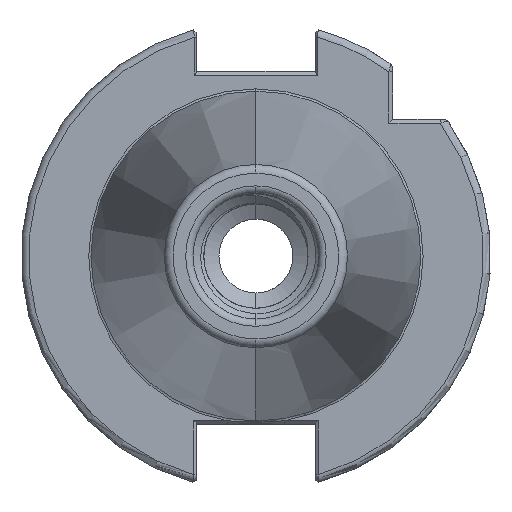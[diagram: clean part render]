
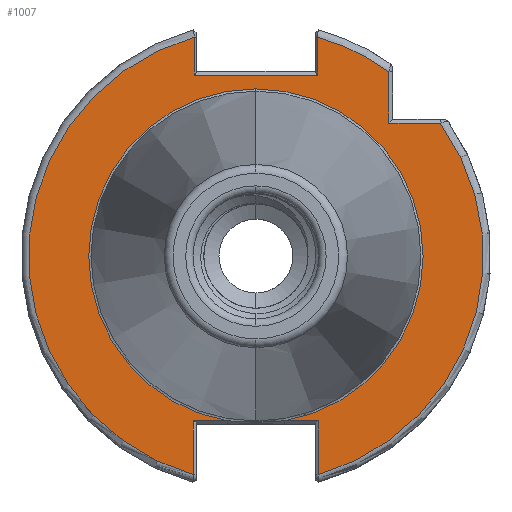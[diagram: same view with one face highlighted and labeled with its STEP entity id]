
A CAD part, left-side view. The second image highlights one B-rep face of the part: STEP entity #1007.
In plain terms, the highlighted planar face has unit normal (-1, 0, 0).
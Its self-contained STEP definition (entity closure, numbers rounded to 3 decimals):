
#155 = CARTESIAN_POINT ( 'NONE',  ( 0., 0., 0. ) ) ;
#166 = DIRECTION ( 'NONE',  ( 0., 0., -1. ) ) ;
#195 = DIRECTION ( 'NONE',  ( 1., 0., 0. ) ) ;
#813 = VERTEX_POINT ( 'NONE', #8706 ) ;
#842 = VERTEX_POINT ( 'NONE', #8713 ) ;
#1007 = ADVANCED_FACE ( 'NONE', ( #13932 ), #4246, .F. ) ;
#3201 = EDGE_LOOP ( 'NONE', ( #19772, #8421, #19770, #19779, #19783, #19767, #8462, #19766, #19821, #19820, #8452, #19791, #19794, #19786 ) ) ;
#4246 = PLANE ( 'NONE',  #13242 ) ;
#4275 = CARTESIAN_POINT ( 'NONE',  ( 0., 22.692, 0. ) ) ;
#4277 = DIRECTION ( 'NONE',  ( 1., 0., 0. ) ) ;
#4279 = DIRECTION ( 'NONE',  ( 0., 0., -1. ) ) ;
#4495 = VERTEX_POINT ( 'NONE', #4932 ) ;
#4496 = VERTEX_POINT ( 'NONE', #4885 ) ;
#4501 = VERTEX_POINT ( 'NONE', #4942 ) ;
#4502 = VERTEX_POINT ( 'NONE', #4939 ) ;
#4509 = VERTEX_POINT ( 'NONE', #4912 ) ;
#4520 = VERTEX_POINT ( 'NONE', #4940 ) ;
#4523 = VERTEX_POINT ( 'NONE', #4955 ) ;
#4543 = VERTEX_POINT ( 'NONE', #4950 ) ;
#4599 = VERTEX_POINT ( 'NONE', #5014 ) ;
#4604 = VERTEX_POINT ( 'NONE', #5035 ) ;
#4605 = VERTEX_POINT ( 'NONE', #5050 ) ;
#4608 = VERTEX_POINT ( 'NONE', #5034 ) ;
#4885 = CARTESIAN_POINT ( 'NONE',  ( 0., -18., 18. ) ) ;
#4912 = CARTESIAN_POINT ( 'NONE',  ( 0., 8.335, 24.5 ) ) ;
#4932 = CARTESIAN_POINT ( 'NONE',  ( 0., -18., 24.962 ) ) ;
#4939 = CARTESIAN_POINT ( 'NONE',  ( 0., 8.451, -22.3 ) ) ;
#4940 = CARTESIAN_POINT ( 'NONE',  ( 0., -24.962, 18. ) ) ;
#4942 = CARTESIAN_POINT ( 'NONE',  ( 0., 3.833, -22.3 ) ) ;
#4950 = CARTESIAN_POINT ( 'NONE',  ( 0., -8.335, 24.5 ) ) ;
#4955 = CARTESIAN_POINT ( 'NONE',  ( 0., 8.451, -29.592 ) ) ;
#5014 = CARTESIAN_POINT ( 'NONE',  ( 0., -8.451, -29.592 ) ) ;
#5034 = CARTESIAN_POINT ( 'NONE',  ( 0., 8.335, 29.625 ) ) ;
#5035 = CARTESIAN_POINT ( 'NONE',  ( 0., -8.451, -22.3 ) ) ;
#5050 = CARTESIAN_POINT ( 'NONE',  ( 0., -8.335, 29.625 ) ) ;
#7722 = CARTESIAN_POINT ( 'NONE',  ( 0., 0., 0. ) ) ;
#7735 = DIRECTION ( 'NONE',  ( -1., 0., 0. ) ) ;
#7737 = DIRECTION ( 'NONE',  ( 0., 0., -1. ) ) ;
#7837 = CARTESIAN_POINT ( 'NONE',  ( 0., 22.692, -22.3 ) ) ;
#7864 = DIRECTION ( 'NONE',  ( 0., -1., 0. ) ) ;
#7996 = DIRECTION ( 'NONE',  ( 0., 0., -1. ) ) ;
#8001 = CARTESIAN_POINT ( 'NONE',  ( 0., -8.335, 25. ) ) ;
#8421 = ORIENTED_EDGE ( 'NONE', *, *, #13469, .T. ) ;
#8452 = ORIENTED_EDGE ( 'NONE', *, *, #20568, .T. ) ;
#8462 = ORIENTED_EDGE ( 'NONE', *, *, #13493, .T. ) ;
#8706 = CARTESIAN_POINT ( 'NONE',  ( 0., 0., 22.627 ) ) ;
#8713 = CARTESIAN_POINT ( 'NONE',  ( 0., -3.833, -22.3 ) ) ;
#9432 = AXIS2_PLACEMENT_3D ( 'NONE', #7722, #7735, #7737 ) ;
#9439 = AXIS2_PLACEMENT_3D ( 'NONE', #12434, #12438, #12389 ) ;
#9449 = AXIS2_PLACEMENT_3D ( 'NONE', #12140, #12156, #12143 ) ;
#9457 = AXIS2_PLACEMENT_3D ( 'NONE', #12351, #12347, #12379 ) ;
#9529 = AXIS2_PLACEMENT_3D ( 'NONE', #155, #195, #166 ) ;
#12108 = CARTESIAN_POINT ( 'NONE',  ( 0., -8.451, 0. ) ) ;
#12127 = DIRECTION ( 'NONE',  ( 0., 0., -1. ) ) ;
#12140 = CARTESIAN_POINT ( 'NONE',  ( 0., 0., 0. ) ) ;
#12143 = DIRECTION ( 'NONE',  ( 0., 0., -1. ) ) ;
#12149 = DIRECTION ( 'NONE',  ( 0., -1., 0. ) ) ;
#12156 = DIRECTION ( 'NONE',  ( 1., 0., 0. ) ) ;
#12164 = CARTESIAN_POINT ( 'NONE',  ( 0., 22.692, -22.3 ) ) ;
#12250 = DIRECTION ( 'NONE',  ( 0., 1., 0. ) ) ;
#12262 = DIRECTION ( 'NONE',  ( 0., 0., 1. ) ) ;
#12273 = CARTESIAN_POINT ( 'NONE',  ( 0., -18.5, 18. ) ) ;
#12274 = CARTESIAN_POINT ( 'NONE',  ( 0., 8.451, 0. ) ) ;
#12295 = DIRECTION ( 'NONE',  ( 0., 0., 1. ) ) ;
#12322 = CARTESIAN_POINT ( 'NONE',  ( 0., -18., 24.594 ) ) ;
#12347 = DIRECTION ( 'NONE',  ( -1., 0., 0. ) ) ;
#12350 = DIRECTION ( 'NONE',  ( 0., 0., 1. ) ) ;
#12351 = CARTESIAN_POINT ( 'NONE',  ( 0., 0., 0. ) ) ;
#12359 = CARTESIAN_POINT ( 'NONE',  ( 0., 8.335, 29.704 ) ) ;
#12379 = DIRECTION ( 'NONE',  ( 0., 0., -1. ) ) ;
#12389 = DIRECTION ( 'NONE',  ( 0., 0., -1. ) ) ;
#12397 = CARTESIAN_POINT ( 'NONE',  ( 0., 8.05, 24.5 ) ) ;
#12431 = DIRECTION ( 'NONE',  ( 0., 1., 0. ) ) ;
#12434 = CARTESIAN_POINT ( 'NONE',  ( 0., 0., 0. ) ) ;
#12438 = DIRECTION ( 'NONE',  ( -1., 0., 0. ) ) ;
#13242 = AXIS2_PLACEMENT_3D ( 'NONE', #4275, #4277, #4279 ) ;
#13388 = EDGE_CURVE ( 'NONE', #4599, #4520, #14268, .T. ) ;
#13406 = EDGE_CURVE ( 'NONE', #842, #4604, #14283, .T. ) ;
#13426 = EDGE_CURVE ( 'NONE', #4605, #4543, #13752, .T. ) ;
#13442 = EDGE_CURVE ( 'NONE', #4604, #4599, #13734, .T. ) ;
#13449 = EDGE_CURVE ( 'NONE', #4501, #813, #13772, .T. ) ;
#13452 = EDGE_CURVE ( 'NONE', #4502, #4501, #13756, .T. ) ;
#13458 = EDGE_CURVE ( 'NONE', #4520, #4496, #13745, .T. ) ;
#13466 = EDGE_CURVE ( 'NONE', #4523, #4502, #13754, .T. ) ;
#13469 = EDGE_CURVE ( 'NONE', #4496, #4495, #13785, .T. ) ;
#13479 = EDGE_CURVE ( 'NONE', #4495, #4605, #13786, .T. ) ;
#13485 = EDGE_CURVE ( 'NONE', #4509, #4608, #13780, .T. ) ;
#13492 = EDGE_CURVE ( 'NONE', #4543, #4509, #14257, .T. ) ;
#13493 = EDGE_CURVE ( 'NONE', #4608, #4523, #13750, .T. ) ;
#13734 = LINE ( 'NONE', #12108, #13755 ) ;
#13745 = LINE ( 'NONE', #12273, #13753 ) ;
#13748 = VECTOR ( 'NONE', #7996, 1000. ) ;
#13750 = CIRCLE ( 'NONE', #9439, 30.775 ) ;
#13752 = LINE ( 'NONE', #8001, #13748 ) ;
#13753 = VECTOR ( 'NONE', #12250, 1000. ) ;
#13754 = LINE ( 'NONE', #12274, #13757 ) ;
#13755 = VECTOR ( 'NONE', #12127, 1000. ) ;
#13756 = LINE ( 'NONE', #12164, #13760 ) ;
#13757 = VECTOR ( 'NONE', #12262, 1000. ) ;
#13760 = VECTOR ( 'NONE', #12149, 1000. ) ;
#13772 = CIRCLE ( 'NONE', #9449, 22.627 ) ;
#13774 = VECTOR ( 'NONE', #12295, 1000. ) ;
#13780 = LINE ( 'NONE', #12359, #14096 ) ;
#13785 = LINE ( 'NONE', #12322, #13774 ) ;
#13786 = CIRCLE ( 'NONE', #9457, 30.775 ) ;
#13932 = FACE_OUTER_BOUND ( 'NONE', #3201, .T. ) ;
#14096 = VECTOR ( 'NONE', #12350, 1000. ) ;
#14220 = VECTOR ( 'NONE', #12431, 1000. ) ;
#14257 = LINE ( 'NONE', #12397, #14220 ) ;
#14268 = CIRCLE ( 'NONE', #9432, 30.775 ) ;
#14283 = LINE ( 'NONE', #7837, #14285 ) ;
#14285 = VECTOR ( 'NONE', #7864, 1000. ) ;
#19440 = CIRCLE ( 'NONE', #9529, 22.627 ) ;
#19766 = ORIENTED_EDGE ( 'NONE', *, *, #13466, .T. ) ;
#19767 = ORIENTED_EDGE ( 'NONE', *, *, #13485, .T. ) ;
#19770 = ORIENTED_EDGE ( 'NONE', *, *, #13479, .T. ) ;
#19772 = ORIENTED_EDGE ( 'NONE', *, *, #13458, .T. ) ;
#19779 = ORIENTED_EDGE ( 'NONE', *, *, #13426, .T. ) ;
#19783 = ORIENTED_EDGE ( 'NONE', *, *, #13492, .T. ) ;
#19786 = ORIENTED_EDGE ( 'NONE', *, *, #13388, .T. ) ;
#19791 = ORIENTED_EDGE ( 'NONE', *, *, #13406, .T. ) ;
#19794 = ORIENTED_EDGE ( 'NONE', *, *, #13442, .T. ) ;
#19820 = ORIENTED_EDGE ( 'NONE', *, *, #13449, .T. ) ;
#19821 = ORIENTED_EDGE ( 'NONE', *, *, #13452, .T. ) ;
#20568 = EDGE_CURVE ( 'NONE', #813, #842, #19440, .T. ) ;
